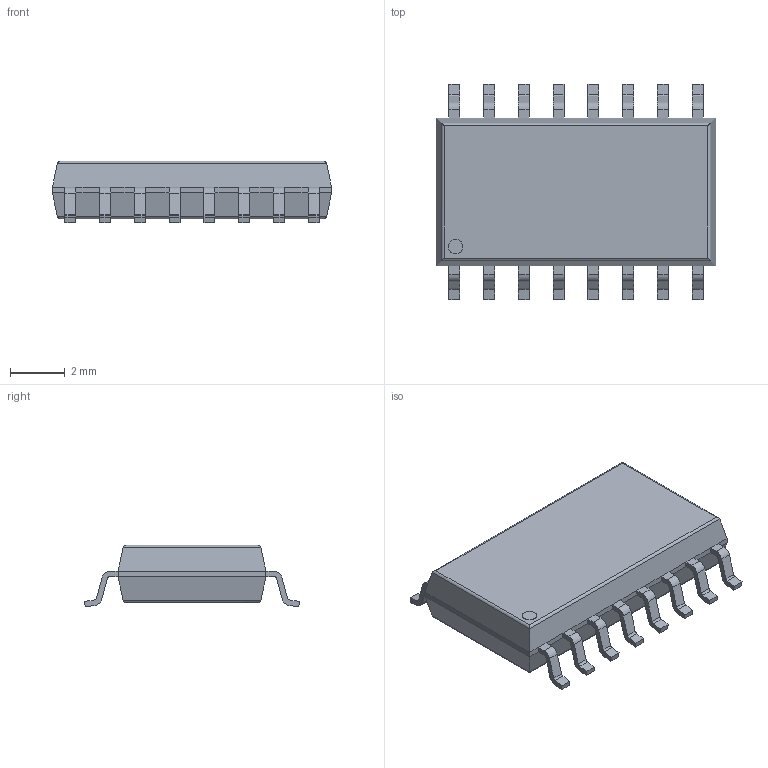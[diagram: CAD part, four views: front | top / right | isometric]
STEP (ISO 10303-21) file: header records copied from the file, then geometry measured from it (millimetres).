
FILE_DESCRIPTION(('FreeCAD Model'),'2;1');
FILE_NAME('cms_so16.step', '2015-12-17T23:49:25',('Author'),(''), 'Open CASCADE STEP processor 6.8','FreeCAD','Unknown');
FILE_SCHEMA(('AUTOMOTIVE_DESIGN_CC2 { 1 2 10303 214 -1 1 5 4 }'));
Length unit declared in the file: millimetre
Products named in the file (2): ASSEMBLY; User_Library-IPC_SO
Assembly tree (1 placements, depth 2):
  ASSEMBLY
    User_Library-IPC_SO
Bounding box: 10.2 x 7.86 x 2.25 mm (x, y, z)
Volume: 112.2 mm3; surface area: 198.8 mm2
Topology: 1 solids, 1 shells, 249 faces, 658 edges, 412 vertices
Faces by surface type: plane 175, cylinder 74
Entity records: 24603 total; most frequent: CARTESIAN_POINT 10161, DIRECTION 2238, LINE 1406, VECTOR 1406, ORIENTED_EDGE 1316, PCURVE 1316, DEFINITIONAL_REPRESENTATION 1316, EDGE_CURVE 658
